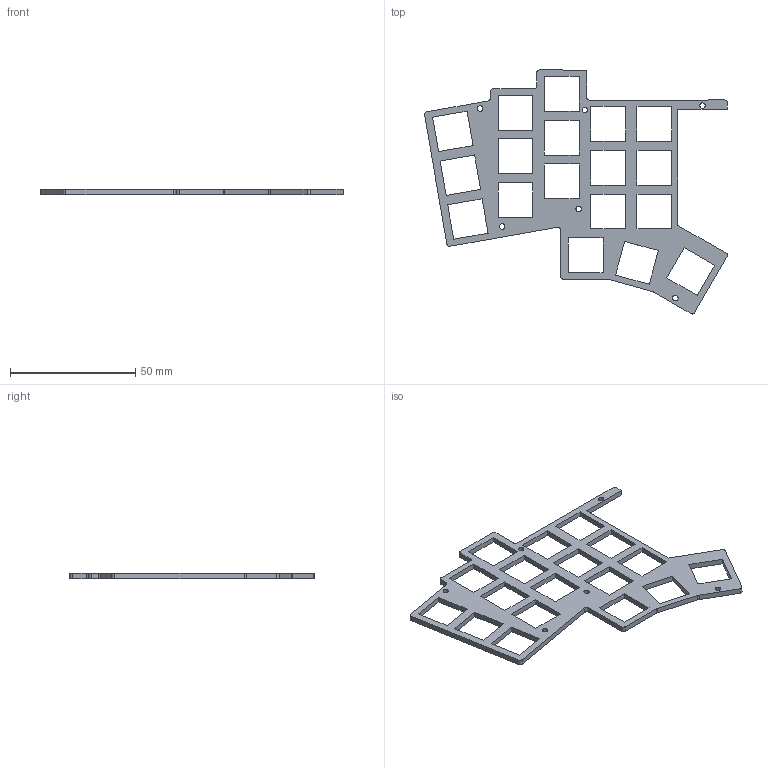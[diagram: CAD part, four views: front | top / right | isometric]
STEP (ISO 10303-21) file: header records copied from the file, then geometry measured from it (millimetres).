
FILE_DESCRIPTION(/* description */ ('STEP AP242','CAx-IF Rec.Pracs.---Representation and Presentation of Product Manufacturing Information (PMI)---4.0---2014-10-13','CAx-IF Rec.Pracs.---3D Tessellated Geometry---0.4---2014-09-14','2;1'),/* implementation_level */ '2;1');
FILE_NAME(/* name */ '66a98207fbc9a5253e3971ce',/* time_stamp */ '2024-07-31T00:15:03Z',/* author */ (''),/* organization */ (''),/* preprocessor_version */ 'ST-DEVELOPER v20',/* originating_system */ ' ',/* authorisation */ ' ');
FILE_SCHEMA (('AP242_MANAGED_MODEL_BASED_3D_ENGINEERING_MIM_LF { 1 0 10303 442 1 1 4 }'));
Length unit declared in the file: metre
Products named in the file (2): split36_rev4 1; split36_rev4_PCB
Assembly tree (1 placements, depth 2):
  split36_rev4 1
    split36_rev4_PCB
Bounding box: 121 x 97.45 x 2.2 mm (x, y, z)
Volume: 7611.7 mm3; surface area: 10186.2 mm2
Topology: 1 solids, 1 shells, 120 faces, 376 edges, 258 vertices
Faces by surface type: plane 93, cylinder 27
Entity records: 4325 total; most frequent: CARTESIAN_POINT 798, ORIENTED_EDGE 752, DIRECTION 664, EDGE_CURVE 376, LINE 304, VECTOR 304, VERTEX_POINT 258, AXIS2_PLACEMENT_3D 180
